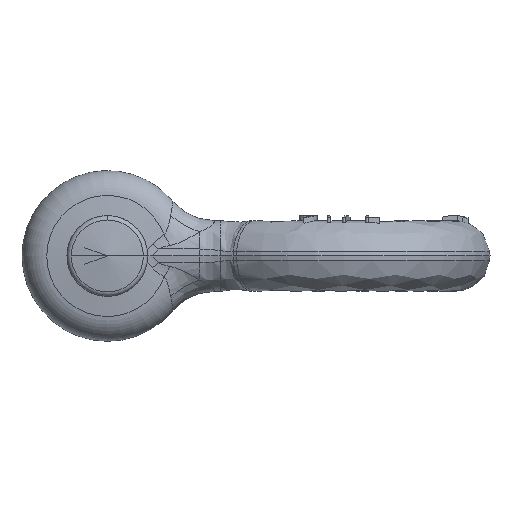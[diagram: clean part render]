
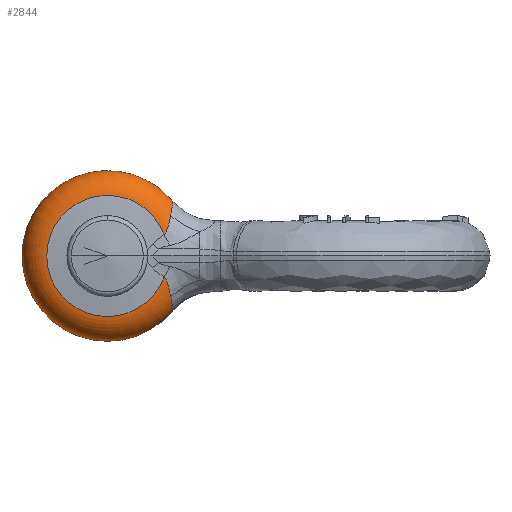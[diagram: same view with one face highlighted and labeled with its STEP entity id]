
A CAD part, left-side view. The second image highlights one B-rep face of the part: STEP entity #2844.
In plain terms, the highlighted toroidal (fillet/blend) face has major radius 9.014 mm and minor radius 4.448 mm.
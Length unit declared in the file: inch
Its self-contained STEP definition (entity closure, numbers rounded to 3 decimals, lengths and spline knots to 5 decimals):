
#42=CARTESIAN_POINT('',(-0.4212,0.,0.));
#43=DIRECTION('',(1.,0.,0.));
#44=DIRECTION('',(0.,-0.83,-0.558));
#45=AXIS2_PLACEMENT_3D('',#42,#43,#44);
#63=CARTESIAN_POINT('',(-0.4212,-0.31229,
-0.20983));
#64=CARTESIAN_POINT('',(-0.42145,-0.31503,
-0.20948));
#65=CARTESIAN_POINT('',(-0.42207,-0.32054,
-0.20921));
#66=CARTESIAN_POINT('',(-0.42353,-0.32915,
-0.21063));
#67=CARTESIAN_POINT('',(-0.42566,-0.33755,
-0.21427));
#68=CARTESIAN_POINT('',(-0.42852,-0.34539,
-0.22003));
#69=CARTESIAN_POINT('',(-0.43228,-0.35278,
-0.22777));
#70=CARTESIAN_POINT('',(-0.43704,-0.35967,
-0.23714));
#71=CARTESIAN_POINT('',(-0.44296,-0.36614,
-0.24781));
#72=CARTESIAN_POINT('',(-0.45031,-0.37233,
-0.25961));
#73=CARTESIAN_POINT('',(-0.45945,-0.37832,
-0.27235));
#74=CARTESIAN_POINT('',(-0.46709,-0.38223,
-0.2814));
#75=CARTESIAN_POINT('',(-0.47136,-0.38415,
-0.28595));
#102=CARTESIAN_POINT('',(-0.72962,-0.39365,
-0.25103));
#103=CARTESIAN_POINT('',(-0.73317,-0.39239,
-0.24506));
#104=CARTESIAN_POINT('',(-0.73938,-0.38987,
-0.23338));
#105=CARTESIAN_POINT('',(-0.74652,-0.38615,
-0.21713));
#106=CARTESIAN_POINT('',(-0.75208,-0.38248,
-0.2021));
#107=CARTESIAN_POINT('',(-0.75643,-0.37881,
-0.18827));
#108=CARTESIAN_POINT('',(-0.75986,-0.37512,
-0.17558));
#109=CARTESIAN_POINT('',(-0.76258,-0.37135,
-0.164));
#110=CARTESIAN_POINT('',(-0.76474,-0.36742,
-0.1535));
#111=CARTESIAN_POINT('',(-0.76645,-0.36325,
-0.1441));
#112=CARTESIAN_POINT('',(-0.76781,-0.35864,
-0.13589));
#113=CARTESIAN_POINT('',(-0.7685,-0.35515,
-0.13143));
#114=CARTESIAN_POINT('',(-0.7688,-0.35323,
-0.12953));
#139=CARTESIAN_POINT('',(-0.47136,-0.38415,
-0.28595));
#140=CARTESIAN_POINT('',(-0.47818,-0.38721,
-0.29323));
#141=CARTESIAN_POINT('',(-0.49276,-0.3926,
-0.30639));
#142=CARTESIAN_POINT('',(-0.51652,-0.39879,
-0.32148));
#143=CARTESIAN_POINT('',(-0.5416,-0.40329,
-0.33202));
#144=CARTESIAN_POINT('',(-0.56752,-0.40624,
-0.33806));
#145=CARTESIAN_POINT('',(-0.59382,-0.40772,
-0.33964));
#146=CARTESIAN_POINT('',(-0.61973,-0.40782,
-0.33674));
#147=CARTESIAN_POINT('',(-0.64434,-0.4068,
-0.32954));
#148=CARTESIAN_POINT('',(-0.66766,-0.40496,
-0.31799));
#149=CARTESIAN_POINT('',(-0.68975,-0.40235,
-0.30176));
#150=CARTESIAN_POINT('',(-0.71055,-0.39892,
-0.28016));
#151=CARTESIAN_POINT('',(-0.7235,-0.39584,
-0.26128));
#152=CARTESIAN_POINT('',(-0.72962,-0.39365,
-0.25103));
#356=CARTESIAN_POINT('',(-0.7688,0.,0.));
#357=DIRECTION('',(1.,0.,0.));
#358=DIRECTION('',(0.,-0.939,-0.344));
#359=AXIS2_PLACEMENT_3D('',#356,#357,#358);
#387=CARTESIAN_POINT('',(-0.7688,-0.35323,
0.12953));
#415=CARTESIAN_POINT('',(-0.7688,-0.35323,
0.12953));
#416=CARTESIAN_POINT('',(-0.7685,-0.35515,
0.13143));
#417=CARTESIAN_POINT('',(-0.76781,-0.35864,
0.1359));
#418=CARTESIAN_POINT('',(-0.76645,-0.36325,
0.1441));
#419=CARTESIAN_POINT('',(-0.76473,-0.36742,
0.15351));
#420=CARTESIAN_POINT('',(-0.76258,-0.37135,
0.16402));
#421=CARTESIAN_POINT('',(-0.75986,-0.37513,
0.1756));
#422=CARTESIAN_POINT('',(-0.75643,-0.37882,
0.18829));
#423=CARTESIAN_POINT('',(-0.75207,-0.38248,
0.20213));
#424=CARTESIAN_POINT('',(-0.74651,-0.38616,
0.21715));
#425=CARTESIAN_POINT('',(-0.73937,-0.38988,
0.23339));
#426=CARTESIAN_POINT('',(-0.73317,-0.39239,
0.24506));
#427=CARTESIAN_POINT('',(-0.72962,-0.39365,
0.25103));
#480=CARTESIAN_POINT('',(-0.72962,-0.39365,
0.25103));
#481=CARTESIAN_POINT('',(-0.72349,-0.39584,
0.26128));
#482=CARTESIAN_POINT('',(-0.71055,-0.39892,
0.28017));
#483=CARTESIAN_POINT('',(-0.68974,-0.40235,
0.30176));
#484=CARTESIAN_POINT('',(-0.66766,-0.40496,
0.318));
#485=CARTESIAN_POINT('',(-0.64433,-0.4068,
0.32955));
#486=CARTESIAN_POINT('',(-0.61972,-0.40782,
0.33674));
#487=CARTESIAN_POINT('',(-0.59382,-0.40772,
0.33964));
#488=CARTESIAN_POINT('',(-0.56752,-0.40624,
0.33806));
#489=CARTESIAN_POINT('',(-0.5416,-0.40329,
0.33202));
#490=CARTESIAN_POINT('',(-0.51652,-0.39879,
0.32148));
#491=CARTESIAN_POINT('',(-0.49276,-0.3926,
0.30639));
#492=CARTESIAN_POINT('',(-0.47818,-0.38721,
0.29323));
#493=CARTESIAN_POINT('',(-0.47136,-0.38415,
0.28595));
#510=CARTESIAN_POINT('',(-0.47136,-0.38415,
0.28595));
#511=CARTESIAN_POINT('',(-0.46664,-0.38203,
0.28091));
#512=CARTESIAN_POINT('',(-0.45828,-0.37769,
0.2709));
#513=CARTESIAN_POINT('',(-0.44851,-0.37101,
0.25692));
#514=CARTESIAN_POINT('',(-0.44082,-0.36406,
0.24412));
#515=CARTESIAN_POINT('',(-0.43476,-0.35671,
0.23278));
#516=CARTESIAN_POINT('',(-0.43003,-0.34875,
0.22317));
#517=CARTESIAN_POINT('',(-0.42647,-0.34019,
0.21584));
#518=CARTESIAN_POINT('',(-0.42389,-0.33096,
0.21111));
#519=CARTESIAN_POINT('',(-0.42216,-0.32135,
0.20919));
#520=CARTESIAN_POINT('',(-0.42148,-0.31529,
0.20945));
#521=CARTESIAN_POINT('',(-0.4212,-0.31229,
0.20983));
#2619=VERTEX_POINT('',#63);
#2620=VERTEX_POINT('',#75);
#2622=VERTEX_POINT('',#152);
#2624=VERTEX_POINT('',#114);
#2630=VERTEX_POINT('',#387);
#2633=VERTEX_POINT('',#427);
#2635=VERTEX_POINT('',#493);
#2637=VERTEX_POINT('',#521);
#2822=CARTESIAN_POINT('',(-0.595,0.,0.));
#2823=DIRECTION('',(1.,0.,0.));
#2824=DIRECTION('',(0.,-1.,0.));
#2825=AXIS2_PLACEMENT_3D('',#2822,#2823,#2824);
#2826=TOROIDAL_SURFACE('',#2825,0.35489,0.17511);
#2828=ORIENTED_EDGE('',*,*,#2827,.F.);
#2829=ORIENTED_EDGE('',*,*,#2813,.T.);
#2831=ORIENTED_EDGE('',*,*,#2830,.F.);
#2833=ORIENTED_EDGE('',*,*,#2832,.F.);
#2835=ORIENTED_EDGE('',*,*,#2834,.F.);
#2837=ORIENTED_EDGE('',*,*,#2836,.F.);
#2839=ORIENTED_EDGE('',*,*,#2838,.F.);
#2841=ORIENTED_EDGE('',*,*,#2840,.F.);
#2842=EDGE_LOOP('',(#2828,#2829,#2831,#2833,#2835,#2837,#2839,#2841));
#2843=FACE_OUTER_BOUND('',#2842,.F.);
#2844=ADVANCED_FACE('',(#2843),#2826,.T.);
#46=CIRCLE('',#45,0.37623);
#76=B_SPLINE_CURVE_WITH_KNOTS('',3,(#63,#64,#65,#66,#67,#68,#69,#70,#71,#72,#73,
#74,#75),.UNSPECIFIED.,.F.,.F.,(4,1,1,1,1,1,1,1,1,1,4),(0.,0.1,0.2,0.3,
0.4,0.5,0.6,0.7,0.8,0.9,1.),.UNSPECIFIED.);
#115=B_SPLINE_CURVE_WITH_KNOTS('',3,(#102,#103,#104,#105,#106,#107,#108,#109,
#110,#111,#112,#113,#114),.UNSPECIFIED.,.F.,.F.,(4,1,1,1,1,1,1,1,1,1,4),(0.,
0.1,0.2,0.3,0.4,0.5,0.6,0.7,0.8,0.9,1.),.UNSPECIFIED.);
#153=B_SPLINE_CURVE_WITH_KNOTS('',3,(#139,#140,#141,#142,#143,#144,#145,#146,
#147,#148,#149,#150,#151,#152),.UNSPECIFIED.,.F.,.F.,(4,1,1,1,1,1,1,1,1,1,1,4),(
0.,0.09091,0.18182,0.27273,0.36364,
0.45455,0.54545,0.63636,0.72727,
0.81818,0.90909,1.),.UNSPECIFIED.);
#360=CIRCLE('',#359,0.37623);
#428=B_SPLINE_CURVE_WITH_KNOTS('',3,(#415,#416,#417,#418,#419,#420,#421,#422,
#423,#424,#425,#426,#427),.UNSPECIFIED.,.F.,.F.,(4,1,1,1,1,1,1,1,1,1,4),(0.,
0.1,0.2,0.3,0.4,0.5,0.6,0.7,0.8,0.9,1.),.UNSPECIFIED.);
#494=B_SPLINE_CURVE_WITH_KNOTS('',3,(#480,#481,#482,#483,#484,#485,#486,#487,
#488,#489,#490,#491,#492,#493),.UNSPECIFIED.,.F.,.F.,(4,1,1,1,1,1,1,1,1,1,1,4),(
0.,0.09091,0.18182,0.27273,0.36364,
0.45455,0.54545,0.63636,0.72727,
0.81818,0.90909,1.),.UNSPECIFIED.);
#522=B_SPLINE_CURVE_WITH_KNOTS('',3,(#510,#511,#512,#513,#514,#515,#516,#517,
#518,#519,#520,#521),.UNSPECIFIED.,.F.,.F.,(4,1,1,1,1,1,1,1,1,4),(0.,
0.11111,0.22222,0.33333,0.44444,
0.55556,0.66667,0.77778,0.88889,1.),
.UNSPECIFIED.);
#2813=EDGE_CURVE('',#2619,#2637,#46,.T.);
#2827=EDGE_CURVE('',#2619,#2620,#76,.T.);
#2830=EDGE_CURVE('',#2635,#2637,#522,.T.);
#2832=EDGE_CURVE('',#2633,#2635,#494,.T.);
#2834=EDGE_CURVE('',#2630,#2633,#428,.T.);
#2836=EDGE_CURVE('',#2624,#2630,#360,.T.);
#2838=EDGE_CURVE('',#2622,#2624,#115,.T.);
#2840=EDGE_CURVE('',#2620,#2622,#153,.T.);
